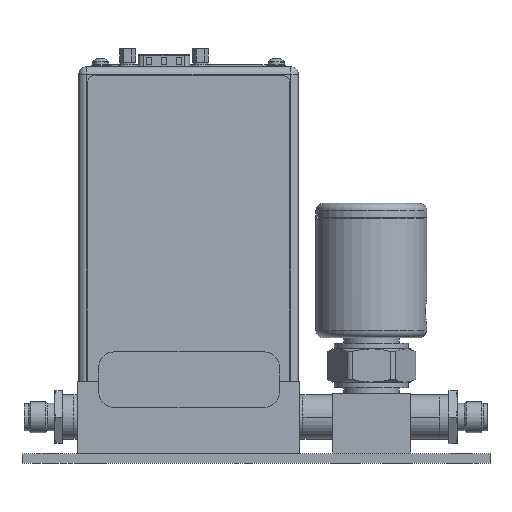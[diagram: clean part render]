
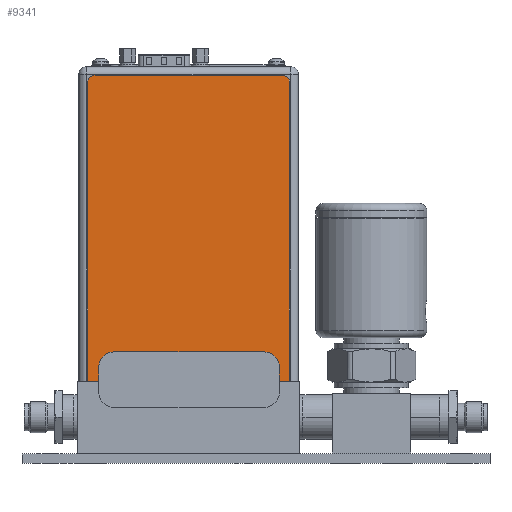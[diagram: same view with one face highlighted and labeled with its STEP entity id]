
A CAD part, top view. The second image highlights one B-rep face of the part: STEP entity #9341.
In plain terms, the highlighted planar face has unit normal (0, 0, 1).
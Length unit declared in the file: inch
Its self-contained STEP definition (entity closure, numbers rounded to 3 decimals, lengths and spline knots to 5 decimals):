
#9174=CARTESIAN_POINT('',(2.63,4.04,0.004));
#9175=DIRECTION('',(0.,0.,-1.));
#9176=DIRECTION('',(0.,1.,0.));
#9177=AXIS2_PLACEMENT_3D('',#9174,#9175,#9176);
#9179=DIRECTION('',(0.,-1.,0.));
#9180=VECTOR('',#9179,4.04);
#9181=CARTESIAN_POINT('',(2.73,4.04,0.004));
#9182=LINE('',#9181,#9180);
#9183=DIRECTION('',(-1.,0.,0.));
#9184=VECTOR('',#9183,2.73);
#9185=CARTESIAN_POINT('',(2.73,0.,0.004));
#9186=LINE('',#9185,#9184);
#9187=DIRECTION('',(0.,1.,0.));
#9188=VECTOR('',#9187,4.04);
#9189=CARTESIAN_POINT('',(0.,0.,0.004));
#9190=LINE('',#9189,#9188);
#9191=CARTESIAN_POINT('',(0.1,4.04,0.004));
#9192=DIRECTION('',(0.,0.,-1.));
#9193=DIRECTION('',(-1.,0.,0.));
#9194=AXIS2_PLACEMENT_3D('',#9191,#9192,#9193);
#9196=DIRECTION('',(1.,0.,0.));
#9197=VECTOR('',#9196,2.53);
#9198=CARTESIAN_POINT('',(0.1,4.14,0.004));
#9199=LINE('',#9198,#9197);
#9212=CARTESIAN_POINT('',(2.73,4.04,0.004));
#9213=VERTEX_POINT('',#9212);
#9214=CARTESIAN_POINT('',(2.63,4.14,0.004));
#9215=VERTEX_POINT('',#9214);
#9216=CARTESIAN_POINT('',(2.73,0.,0.004));
#9217=VERTEX_POINT('',#9216);
#9218=CARTESIAN_POINT('',(0.,0.,0.004));
#9219=VERTEX_POINT('',#9218);
#9220=CARTESIAN_POINT('',(0.,4.04,0.004));
#9221=VERTEX_POINT('',#9220);
#9222=CARTESIAN_POINT('',(0.1,4.14,0.004));
#9223=VERTEX_POINT('',#9222);
#9328=CARTESIAN_POINT('',(0.,0.,0.004));
#9329=DIRECTION('',(0.,0.,1.));
#9330=DIRECTION('',(1.,0.,0.));
#9331=AXIS2_PLACEMENT_3D('',#9328,#9329,#9330);
#9332=PLANE('',#9331);
#9333=ORIENTED_EDGE('',*,*,#9252,.T.);
#9334=ORIENTED_EDGE('',*,*,#9268,.T.);
#9335=ORIENTED_EDGE('',*,*,#9281,.T.);
#9336=ORIENTED_EDGE('',*,*,#9294,.T.);
#9337=ORIENTED_EDGE('',*,*,#9309,.T.);
#9338=ORIENTED_EDGE('',*,*,#9321,.T.);
#9339=EDGE_LOOP('',(#9333,#9334,#9335,#9336,#9337,#9338));
#9340=FACE_OUTER_BOUND('',#9339,.F.);
#9341=ADVANCED_FACE('',(#9340),#9332,.T.);
#9178=CIRCLE('',#9177,0.1);
#9195=CIRCLE('',#9194,0.1);
#9252=EDGE_CURVE('',#9215,#9213,#9178,.T.);
#9268=EDGE_CURVE('',#9213,#9217,#9182,.T.);
#9281=EDGE_CURVE('',#9217,#9219,#9186,.T.);
#9294=EDGE_CURVE('',#9219,#9221,#9190,.T.);
#9309=EDGE_CURVE('',#9221,#9223,#9195,.T.);
#9321=EDGE_CURVE('',#9223,#9215,#9199,.T.);
